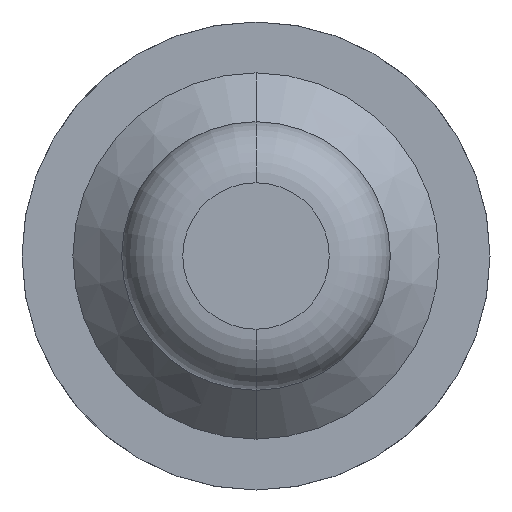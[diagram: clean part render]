
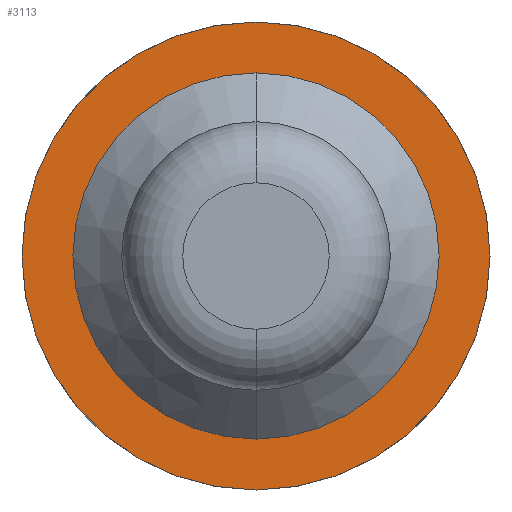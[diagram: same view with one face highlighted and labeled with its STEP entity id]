
A CAD part, front view. The second image highlights one B-rep face of the part: STEP entity #3113.
In plain terms, the highlighted planar face has unit normal (0, -1, 0).
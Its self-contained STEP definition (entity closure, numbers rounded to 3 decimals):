
#37 = VERTEX_POINT ( 'NONE', #2054 ) ;
#97 = DIRECTION ( 'NONE',  ( 0., -1., 0. ) ) ;
#335 = ORIENTED_EDGE ( 'NONE', *, *, #915, .F. ) ;
#368 = CARTESIAN_POINT ( 'NONE',  ( 0., -1.7, 0. ) ) ;
#503 = FACE_BOUND ( 'NONE', #1213, .T. ) ;
#599 = AXIS2_PLACEMENT_3D ( 'NONE', #3257, #1916, #1942 ) ;
#666 = CIRCLE ( 'NONE', #3014, 0.575 ) ;
#778 = CIRCLE ( 'NONE', #3125, 0.575 ) ;
#900 = EDGE_LOOP ( 'NONE', ( #1132, #2025 ) ) ;
#908 = CARTESIAN_POINT ( 'NONE',  ( 0., -1.7, 0. ) ) ;
#915 = EDGE_CURVE ( 'Defeature ausgef�hrt2_11+Defeature ausgef�hrt2_12+Defeature ausgef�hrt2_12+Defeature ausgef�hrt2_12', #4098, #2271, #3695, .T. ) ;
#943 = VERTEX_POINT ( 'NONE', #1584 ) ;
#1032 = EDGE_CURVE ( 'Defeature ausgef�hrt2_12+Defeature ausgef�hrt2_13+Defeature ausgef�hrt2_13+Defeature ausgef�hrt2_13', #943, #37, #666, .T. ) ;
#1132 = ORIENTED_EDGE ( 'NONE', *, *, #1032, .T. ) ;
#1154 = EDGE_CURVE ( 'Defeature ausgef�hrt2_11+Defeature ausgef�hrt2_12+Defeature ausgef�hrt2_12+Defeature ausgef�hrt2_12', #2271, #4098, #3830, .T. ) ;
#1213 = EDGE_LOOP ( 'NONE', ( #335, #2413 ) ) ;
#1379 = DIRECTION ( 'NONE',  ( 0., -1., 0. ) ) ;
#1481 = DIRECTION ( 'NONE',  ( 0., -1., 0. ) ) ;
#1537 = CARTESIAN_POINT ( 'NONE',  ( 0., -1.7, -0.35 ) ) ;
#1584 = CARTESIAN_POINT ( 'NONE',  ( 0., -1.7, -0.575 ) ) ;
#1712 = FACE_OUTER_BOUND ( 'NONE', #900, .T. ) ;
#1783 = CARTESIAN_POINT ( 'NONE',  ( 0., -1.7, 0.35 ) ) ;
#1916 = DIRECTION ( 'NONE',  ( 0., -1., 0. ) ) ;
#1930 = DIRECTION ( 'NONE',  ( 0., 0., -1. ) ) ;
#1942 = DIRECTION ( 'NONE',  ( 0., 0., -1. ) ) ;
#1964 = EDGE_CURVE ( 'Defeature ausgef�hrt2_12+Defeature ausgef�hrt2_13+Defeature ausgef�hrt2_13+Defeature ausgef�hrt2_13', #37, #943, #778, .T. ) ;
#2003 = CARTESIAN_POINT ( 'NONE',  ( 0.35, -1.7, 0. ) ) ;
#2025 = ORIENTED_EDGE ( 'NONE', *, *, #1964, .T. ) ;
#2054 = CARTESIAN_POINT ( 'NONE',  ( 0., -1.7, 0.575 ) ) ;
#2137 = AXIS2_PLACEMENT_3D ( 'NONE', #2735, #97, #2990 ) ;
#2151 = DIRECTION ( 'NONE',  ( 0., 0., -1. ) ) ;
#2271 = VERTEX_POINT ( 'NONE', #1783 ) ;
#2369 = PLANE ( 'NONE',  #2814 ) ;
#2413 = ORIENTED_EDGE ( 'NONE', *, *, #1154, .F. ) ;
#2735 = CARTESIAN_POINT ( 'NONE',  ( 0., -1.7, 0. ) ) ;
#2814 = AXIS2_PLACEMENT_3D ( 'NONE', #2003, #1379, #3658 ) ;
#2887 = DIRECTION ( 'NONE',  ( 0., -1., 0. ) ) ;
#2990 = DIRECTION ( 'NONE',  ( 0., 0., -1. ) ) ;
#3014 = AXIS2_PLACEMENT_3D ( 'NONE', #368, #2887, #1930 ) ;
#3113 = ADVANCED_FACE ( 'Defeature ausgef�hrt2_12', ( #1712, #503 ), #2369, .T. ) ;
#3125 = AXIS2_PLACEMENT_3D ( 'NONE', #908, #1481, #2151 ) ;
#3257 = CARTESIAN_POINT ( 'NONE',  ( 0., -1.7, 0. ) ) ;
#3658 = DIRECTION ( 'NONE',  ( 0., 0., -1. ) ) ;
#3695 = CIRCLE ( 'NONE', #599, 0.35 ) ;
#3830 = CIRCLE ( 'NONE', #2137, 0.35 ) ;
#4098 = VERTEX_POINT ( 'NONE', #1537 ) ;
